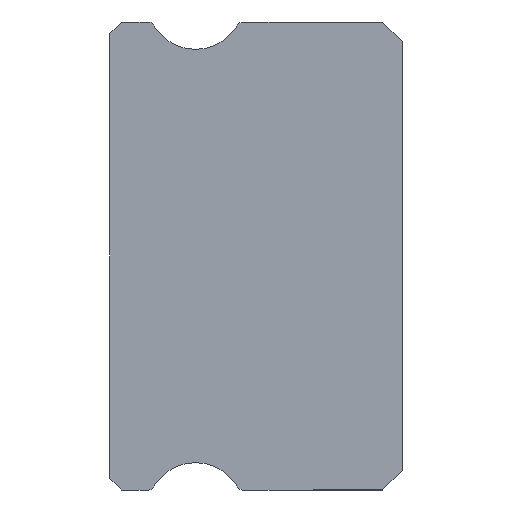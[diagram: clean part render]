
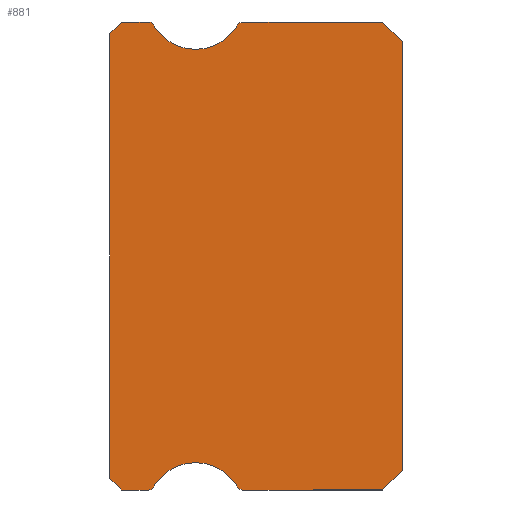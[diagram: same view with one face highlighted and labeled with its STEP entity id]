
A CAD part, left-side view. The second image highlights one B-rep face of the part: STEP entity #881.
In plain terms, the highlighted planar face has unit normal (-1, 0, 0).
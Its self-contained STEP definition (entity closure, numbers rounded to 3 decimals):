
#1 = ORIENTED_EDGE ( 'NONE', *, *, #755, .F. ) ;
#2 = VERTEX_POINT ( 'NONE', #1016 ) ;
#11 = ORIENTED_EDGE ( 'NONE', *, *, #1274, .F. ) ;
#21 = DIRECTION ( 'NONE',  ( 0., 0., 1. ) ) ;
#26 = CIRCLE ( 'NONE', #1221, 0.15 ) ;
#27 = AXIS2_PLACEMENT_3D ( 'NONE', #1098, #554, #1325 ) ;
#29 = LINE ( 'NONE', #1029, #132 ) ;
#33 = EDGE_CURVE ( 'NONE', #1042, #84, #75, .T. ) ;
#44 = LINE ( 'NONE', #363, #88 ) ;
#47 = EDGE_CURVE ( 'NONE', #675, #493, #669, .T. ) ;
#49 = AXIS2_PLACEMENT_3D ( 'NONE', #761, #630, #315 ) ;
#54 = DIRECTION ( 'NONE',  ( 0., 0., -1. ) ) ;
#56 = CARTESIAN_POINT ( 'NONE',  ( -15., 7.5, -5.7 ) ) ;
#73 = DIRECTION ( 'NONE',  ( -1., 0., 0. ) ) ;
#74 = ORIENTED_EDGE ( 'NONE', *, *, #86, .T. ) ;
#75 = CIRCLE ( 'NONE', #27, 1.25 ) ;
#84 = VERTEX_POINT ( 'NONE', #485 ) ;
#86 = EDGE_CURVE ( 'NONE', #2, #238, #466, .T. ) ;
#88 = VECTOR ( 'NONE', #726, 1000. ) ;
#114 = DIRECTION ( 'NONE',  ( 1., 0., 0. ) ) ;
#132 = VECTOR ( 'NONE', #21, 1000. ) ;
#162 = CARTESIAN_POINT ( 'NONE',  ( -15., 7.2, 6. ) ) ;
#169 = VERTEX_POINT ( 'NONE', #1368 ) ;
#174 = FACE_OUTER_BOUND ( 'NONE', #524, .T. ) ;
#180 = LINE ( 'NONE', #162, #1286 ) ;
#188 = ORIENTED_EDGE ( 'NONE', *, *, #318, .F. ) ;
#211 = ORIENTED_EDGE ( 'NONE', *, *, #832, .F. ) ;
#228 = ORIENTED_EDGE ( 'NONE', *, *, #631, .F. ) ;
#231 = AXIS2_PLACEMENT_3D ( 'NONE', #703, #1362, #1259 ) ;
#235 = EDGE_CURVE ( 'NONE', #346, #675, #854, .T. ) ;
#238 = VERTEX_POINT ( 'NONE', #1161 ) ;
#241 = ORIENTED_EDGE ( 'NONE', *, *, #1356, .F. ) ;
#256 = CARTESIAN_POINT ( 'NONE',  ( -15., 0.5, 6. ) ) ;
#271 = LINE ( 'NONE', #1073, #1148 ) ;
#285 = EDGE_CURVE ( 'NONE', #1450, #169, #1421, .T. ) ;
#298 = LINE ( 'NONE', #1059, #1318 ) ;
#299 = CARTESIAN_POINT ( 'NONE',  ( -15., 6.383, -5.925 ) ) ;
#315 = DIRECTION ( 'NONE',  ( 0., 0., -1. ) ) ;
#318 = EDGE_CURVE ( 'NONE', #346, #238, #298, .T. ) ;
#346 = VERTEX_POINT ( 'NONE', #56 ) ;
#363 = CARTESIAN_POINT ( 'NONE',  ( -15., 6.512, -6. ) ) ;
#374 = ORIENTED_EDGE ( 'NONE', *, *, #33, .F. ) ;
#394 = PLANE ( 'NONE',  #49 ) ;
#411 = CARTESIAN_POINT ( 'NONE',  ( -15., 5.3, 6.55 ) ) ;
#431 = VECTOR ( 'NONE', #1404, 1000. ) ;
#437 = VERTEX_POINT ( 'NONE', #891 ) ;
#466 = LINE ( 'NONE', #1046, #1035 ) ;
#485 = CARTESIAN_POINT ( 'NONE',  ( -15., 4.217, 5.925 ) ) ;
#493 = VERTEX_POINT ( 'NONE', #662 ) ;
#497 = DIRECTION ( 'NONE',  ( 0., 0.707, -0.707 ) ) ;
#524 = EDGE_LOOP ( 'NONE', ( #74, #188, #958, #548, #889, #1111, #717, #241, #859, #1194, #841, #228, #1, #374, #11, #211, #1444 ) ) ;
#548 = ORIENTED_EDGE ( 'NONE', *, *, #47, .T. ) ;
#553 = CIRCLE ( 'NONE', #919, 0.15 ) ;
#554 = DIRECTION ( 'NONE',  ( -1., 0., 0. ) ) ;
#576 = CIRCLE ( 'NONE', #1381, 1.25 ) ;
#588 = DIRECTION ( 'NONE',  ( 0., 0., -1. ) ) ;
#592 = DIRECTION ( 'NONE',  ( 0., 0.707, -0.707 ) ) ;
#608 = CARTESIAN_POINT ( 'NONE',  ( -15., 0., -5.5 ) ) ;
#613 = DIRECTION ( 'NONE',  ( 0., -0.707, -0.707 ) ) ;
#619 = DIRECTION ( 'NONE',  ( 0., 1., 0. ) ) ;
#620 = VECTOR ( 'NONE', #613, 1000. ) ;
#630 = DIRECTION ( 'NONE',  ( 1., 0., 0. ) ) ;
#631 = EDGE_CURVE ( 'NONE', #1326, #1450, #946, .T. ) ;
#662 = CARTESIAN_POINT ( 'NONE',  ( -15., 6.512, -6. ) ) ;
#666 = CARTESIAN_POINT ( 'NONE',  ( -15., 4.217, -5.925 ) ) ;
#669 = LINE ( 'NONE', #1040, #1339 ) ;
#675 = VERTEX_POINT ( 'NONE', #1174 ) ;
#685 = DIRECTION ( 'NONE',  ( 0., -1., 0. ) ) ;
#701 = EDGE_CURVE ( 'NONE', #437, #2, #180, .T. ) ;
#703 = CARTESIAN_POINT ( 'NONE',  ( -15., 6.512, -5.85 ) ) ;
#717 = ORIENTED_EDGE ( 'NONE', *, *, #1028, .F. ) ;
#723 = CARTESIAN_POINT ( 'NONE',  ( -15., 5.3, -6.55 ) ) ;
#726 = DIRECTION ( 'NONE',  ( 0., 1., 0. ) ) ;
#727 = DIRECTION ( 'NONE',  ( 1., 0., 0. ) ) ;
#729 = CARTESIAN_POINT ( 'NONE',  ( -15., 6.383, 5.925 ) ) ;
#736 = EDGE_CURVE ( 'NONE', #1108, #804, #271, .T. ) ;
#755 = EDGE_CURVE ( 'NONE', #84, #1326, #553, .T. ) ;
#761 = CARTESIAN_POINT ( 'NONE',  ( -15., 6.512, 5.85 ) ) ;
#776 = CARTESIAN_POINT ( 'NONE',  ( -15., 4.088, -6. ) ) ;
#786 = VERTEX_POINT ( 'NONE', #729 ) ;
#789 = DIRECTION ( 'NONE',  ( 0., 0., -1. ) ) ;
#804 = VERTEX_POINT ( 'NONE', #1169 ) ;
#832 = EDGE_CURVE ( 'NONE', #437, #786, #26, .T. ) ;
#838 = CIRCLE ( 'NONE', #231, 0.15 ) ;
#841 = ORIENTED_EDGE ( 'NONE', *, *, #285, .F. ) ;
#846 = CARTESIAN_POINT ( 'NONE',  ( -15., 6.512, 5.85 ) ) ;
#854 = LINE ( 'NONE', #1390, #620 ) ;
#859 = ORIENTED_EDGE ( 'NONE', *, *, #736, .F. ) ;
#881 = ADVANCED_FACE ( 'NONE', ( #174 ), #394, .F. ) ;
#889 = ORIENTED_EDGE ( 'NONE', *, *, #1131, .F. ) ;
#891 = CARTESIAN_POINT ( 'NONE',  ( -15., 6.512, 6. ) ) ;
#902 = CARTESIAN_POINT ( 'NONE',  ( -15., 4.088, -5.85 ) ) ;
#903 = VERTEX_POINT ( 'NONE', #299 ) ;
#919 = AXIS2_PLACEMENT_3D ( 'NONE', #1277, #727, #54 ) ;
#945 = VECTOR ( 'NONE', #1285, 1000. ) ;
#946 = LINE ( 'NONE', #1388, #431 ) ;
#947 = DIRECTION ( 'NONE',  ( 0., 0., 1. ) ) ;
#948 = DIRECTION ( 'NONE',  ( 0., 0., -1. ) ) ;
#958 = ORIENTED_EDGE ( 'NONE', *, *, #235, .T. ) ;
#964 = VERTEX_POINT ( 'NONE', #776 ) ;
#985 = VERTEX_POINT ( 'NONE', #666 ) ;
#1005 = CIRCLE ( 'NONE', #1422, 1.25 ) ;
#1016 = CARTESIAN_POINT ( 'NONE',  ( -15., 7.2, 6. ) ) ;
#1023 = CARTESIAN_POINT ( 'NONE',  ( -15., 5.3, 5.3 ) ) ;
#1028 = EDGE_CURVE ( 'NONE', #964, #985, #1436, .T. ) ;
#1029 = CARTESIAN_POINT ( 'NONE',  ( -15., 0., 5.5 ) ) ;
#1035 = VECTOR ( 'NONE', #592, 1000. ) ;
#1040 = CARTESIAN_POINT ( 'NONE',  ( -15., 6.512, -6. ) ) ;
#1042 = VERTEX_POINT ( 'NONE', #1023 ) ;
#1043 = EDGE_CURVE ( 'NONE', #985, #903, #576, .T. ) ;
#1046 = CARTESIAN_POINT ( 'NONE',  ( -15., 7.5, 5.7 ) ) ;
#1059 = CARTESIAN_POINT ( 'NONE',  ( -15., 7.5, 5.85 ) ) ;
#1073 = CARTESIAN_POINT ( 'NONE',  ( -15., 0., -5.5 ) ) ;
#1092 = CARTESIAN_POINT ( 'NONE',  ( -15., 4.088, 6. ) ) ;
#1098 = CARTESIAN_POINT ( 'NONE',  ( -15., 5.3, 6.55 ) ) ;
#1108 = VERTEX_POINT ( 'NONE', #608 ) ;
#1111 = ORIENTED_EDGE ( 'NONE', *, *, #1043, .F. ) ;
#1131 = EDGE_CURVE ( 'NONE', #903, #493, #838, .T. ) ;
#1148 = VECTOR ( 'NONE', #497, 1000. ) ;
#1150 = DIRECTION ( 'NONE',  ( -1., 0., 0. ) ) ;
#1161 = CARTESIAN_POINT ( 'NONE',  ( -15., 7.5, 5.7 ) ) ;
#1165 = EDGE_CURVE ( 'NONE', #1108, #169, #29, .T. ) ;
#1169 = CARTESIAN_POINT ( 'NONE',  ( -15., 0.5, -6. ) ) ;
#1174 = CARTESIAN_POINT ( 'NONE',  ( -15., 7.2, -6. ) ) ;
#1194 = ORIENTED_EDGE ( 'NONE', *, *, #1165, .T. ) ;
#1221 = AXIS2_PLACEMENT_3D ( 'NONE', #846, #1287, #948 ) ;
#1259 = DIRECTION ( 'NONE',  ( 0., 0., -1. ) ) ;
#1274 = EDGE_CURVE ( 'NONE', #786, #1042, #1005, .T. ) ;
#1277 = CARTESIAN_POINT ( 'NONE',  ( -15., 4.088, 5.85 ) ) ;
#1285 = DIRECTION ( 'NONE',  ( 0., -0.707, -0.707 ) ) ;
#1286 = VECTOR ( 'NONE', #619, 1000. ) ;
#1287 = DIRECTION ( 'NONE',  ( 1., 0., 0. ) ) ;
#1295 = CARTESIAN_POINT ( 'NONE',  ( -15., 0.5, 6. ) ) ;
#1318 = VECTOR ( 'NONE', #947, 1000. ) ;
#1325 = DIRECTION ( 'NONE',  ( 0., 0., -1. ) ) ;
#1326 = VERTEX_POINT ( 'NONE', #1092 ) ;
#1339 = VECTOR ( 'NONE', #685, 1000. ) ;
#1356 = EDGE_CURVE ( 'NONE', #804, #964, #44, .T. ) ;
#1362 = DIRECTION ( 'NONE',  ( 1., 0., 0. ) ) ;
#1368 = CARTESIAN_POINT ( 'NONE',  ( -15., 0., 5.5 ) ) ;
#1381 = AXIS2_PLACEMENT_3D ( 'NONE', #723, #1150, #588 ) ;
#1388 = CARTESIAN_POINT ( 'NONE',  ( -15., 6.512, 6. ) ) ;
#1390 = CARTESIAN_POINT ( 'NONE',  ( -15., 7.2, -6. ) ) ;
#1404 = DIRECTION ( 'NONE',  ( 0., -1., 0. ) ) ;
#1408 = AXIS2_PLACEMENT_3D ( 'NONE', #902, #114, #789 ) ;
#1409 = DIRECTION ( 'NONE',  ( 0., 0., -1. ) ) ;
#1421 = LINE ( 'NONE', #1295, #945 ) ;
#1422 = AXIS2_PLACEMENT_3D ( 'NONE', #411, #73, #1409 ) ;
#1436 = CIRCLE ( 'NONE', #1408, 0.15 ) ;
#1444 = ORIENTED_EDGE ( 'NONE', *, *, #701, .T. ) ;
#1450 = VERTEX_POINT ( 'NONE', #256 ) ;
